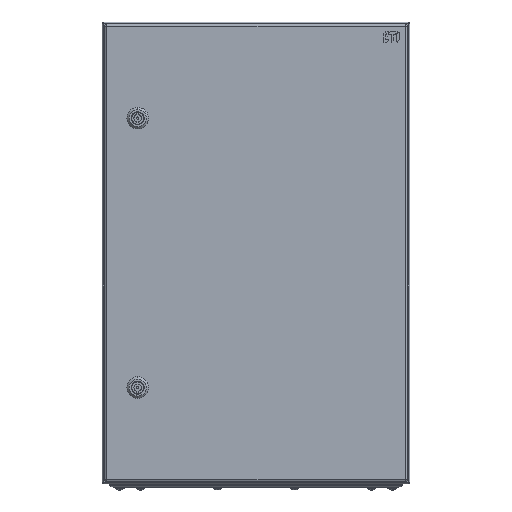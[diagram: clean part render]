
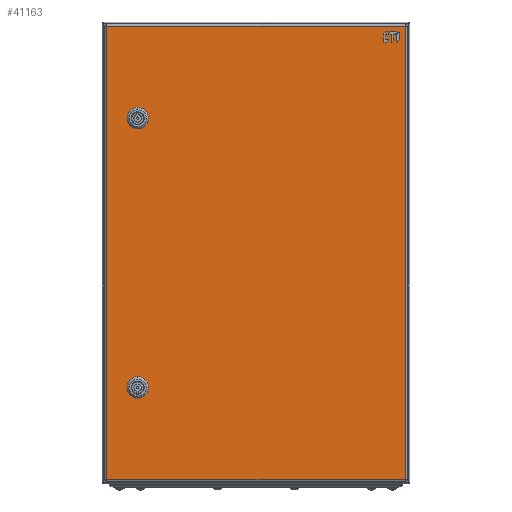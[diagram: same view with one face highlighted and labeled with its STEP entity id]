
A CAD part, front view. The second image highlights one B-rep face of the part: STEP entity #41163.
In plain terms, the highlighted face is planar.
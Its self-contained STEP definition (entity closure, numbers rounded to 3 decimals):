
#40176=DIRECTION('',(0.,1.,0.));
#40177=VECTOR('',#40176,388.4);
#40178=CARTESIAN_POINT('',(-294.5,-194.2,0.));
#40179=LINE('',#40178,#40177);
#40207=DIRECTION('',(-1.,0.,0.));
#40208=VECTOR('',#40207,589.);
#40209=CARTESIAN_POINT('',(294.5,-194.2,0.));
#40210=LINE('',#40209,#40208);
#40221=DIRECTION('',(-1.,0.,0.));
#40222=VECTOR('',#40221,10.111);
#40223=CARTESIAN_POINT('',(180.056,-163.75,0.));
#40224=LINE('',#40223,#40222);
#40228=CARTESIAN_POINT('',(175.,-153.7,0.));
#40229=DIRECTION('',(0.,0.,-1.));
#40230=DIRECTION('',(-0.449,-0.893,0.));
#40231=AXIS2_PLACEMENT_3D('',#40228,#40229,#40230);
#40236=DIRECTION('',(0.,1.,0.));
#40237=VECTOR('',#40236,10.111);
#40238=CARTESIAN_POINT('',(164.95,-158.756,0.));
#40239=LINE('',#40238,#40237);
#40243=CARTESIAN_POINT('',(175.,-153.7,0.));
#40244=DIRECTION('',(0.,0.,-1.));
#40245=DIRECTION('',(-0.893,0.449,0.));
#40246=AXIS2_PLACEMENT_3D('',#40243,#40244,#40245);
#40251=DIRECTION('',(1.,0.,0.));
#40252=VECTOR('',#40251,10.111);
#40253=CARTESIAN_POINT('',(169.944,-143.65,0.));
#40254=LINE('',#40253,#40252);
#40258=CARTESIAN_POINT('',(175.,-153.7,0.));
#40259=DIRECTION('',(0.,0.,-1.));
#40260=DIRECTION('',(0.449,0.893,0.));
#40261=AXIS2_PLACEMENT_3D('',#40258,#40259,#40260);
#40266=DIRECTION('',(0.,-1.,0.));
#40267=VECTOR('',#40266,10.111);
#40268=CARTESIAN_POINT('',(185.05,-148.644,0.));
#40269=LINE('',#40268,#40267);
#40273=CARTESIAN_POINT('',(175.,-153.7,0.));
#40274=DIRECTION('',(0.,0.,-1.));
#40275=DIRECTION('',(0.893,-0.449,0.));
#40276=AXIS2_PLACEMENT_3D('',#40273,#40274,#40275);
#40281=CARTESIAN_POINT('',(-175.,-153.7,0.));
#40282=DIRECTION('',(0.,0.,-1.));
#40283=DIRECTION('',(-0.893,0.449,0.));
#40284=AXIS2_PLACEMENT_3D('',#40281,#40282,#40283);
#40289=DIRECTION('',(1.,0.,0.));
#40290=VECTOR('',#40289,10.111);
#40291=CARTESIAN_POINT('',(-180.056,-143.65,0.));
#40292=LINE('',#40291,#40290);
#40296=CARTESIAN_POINT('',(-175.,-153.7,0.));
#40297=DIRECTION('',(0.,0.,-1.));
#40298=DIRECTION('',(0.449,0.893,0.));
#40299=AXIS2_PLACEMENT_3D('',#40296,#40297,#40298);
#40304=DIRECTION('',(0.,-1.,0.));
#40305=VECTOR('',#40304,10.111);
#40306=CARTESIAN_POINT('',(-164.95,-148.644,0.));
#40307=LINE('',#40306,#40305);
#40311=CARTESIAN_POINT('',(-175.,-153.7,0.));
#40312=DIRECTION('',(0.,0.,-1.));
#40313=DIRECTION('',(0.893,-0.449,0.));
#40314=AXIS2_PLACEMENT_3D('',#40311,#40312,#40313);
#40319=DIRECTION('',(-1.,0.,0.));
#40320=VECTOR('',#40319,10.111);
#40321=CARTESIAN_POINT('',(-169.944,-163.75,0.));
#40322=LINE('',#40321,#40320);
#40326=CARTESIAN_POINT('',(-175.,-153.7,0.));
#40327=DIRECTION('',(0.,0.,-1.));
#40328=DIRECTION('',(-0.449,-0.893,0.));
#40329=AXIS2_PLACEMENT_3D('',#40326,#40327,#40328);
#40334=DIRECTION('',(0.,1.,0.));
#40335=VECTOR('',#40334,10.111);
#40336=CARTESIAN_POINT('',(-185.05,-158.756,0.));
#40337=LINE('',#40336,#40335);
#40341=DIRECTION('',(0.,-1.,0.));
#40342=VECTOR('',#40341,388.4);
#40343=CARTESIAN_POINT('',(294.5,194.2,0.));
#40344=LINE('',#40343,#40342);
#40410=DIRECTION('',(1.,0.,0.));
#40411=VECTOR('',#40410,589.);
#40412=CARTESIAN_POINT('',(-294.5,194.2,0.));
#40413=LINE('',#40412,#40411);
#40705=CARTESIAN_POINT('',(-294.5,-194.2,0.));
#40706=VERTEX_POINT('',#40705);
#40707=CARTESIAN_POINT('',(-294.5,194.2,0.));
#40708=VERTEX_POINT('',#40707);
#40709=CARTESIAN_POINT('',(294.5,-194.2,0.));
#40710=VERTEX_POINT('',#40709);
#40711=CARTESIAN_POINT('',(294.5,194.2,0.));
#40712=VERTEX_POINT('',#40711);
#40713=CARTESIAN_POINT('',(180.056,-163.75,0.));
#40714=CARTESIAN_POINT('',(169.944,-163.75,0.));
#40715=VERTEX_POINT('',#40713);
#40716=VERTEX_POINT('',#40714);
#40717=CARTESIAN_POINT('',(164.95,-158.756,0.));
#40718=VERTEX_POINT('',#40717);
#40719=CARTESIAN_POINT('',(164.95,-148.644,0.));
#40720=VERTEX_POINT('',#40719);
#40721=CARTESIAN_POINT('',(169.944,-143.65,0.));
#40722=VERTEX_POINT('',#40721);
#40723=CARTESIAN_POINT('',(180.056,-143.65,0.));
#40724=VERTEX_POINT('',#40723);
#40725=CARTESIAN_POINT('',(185.05,-148.644,0.));
#40726=VERTEX_POINT('',#40725);
#40727=CARTESIAN_POINT('',(185.05,-158.756,0.));
#40728=VERTEX_POINT('',#40727);
#40729=CARTESIAN_POINT('',(-185.05,-148.644,0.));
#40730=CARTESIAN_POINT('',(-180.056,-143.65,0.));
#40731=VERTEX_POINT('',#40729);
#40732=VERTEX_POINT('',#40730);
#40733=CARTESIAN_POINT('',(-169.944,-143.65,0.));
#40734=VERTEX_POINT('',#40733);
#40735=CARTESIAN_POINT('',(-164.95,-148.644,0.));
#40736=VERTEX_POINT('',#40735);
#40737=CARTESIAN_POINT('',(-164.95,-158.756,0.));
#40738=VERTEX_POINT('',#40737);
#40739=CARTESIAN_POINT('',(-169.944,-163.75,0.));
#40740=VERTEX_POINT('',#40739);
#40741=CARTESIAN_POINT('',(-180.056,-163.75,0.));
#40742=VERTEX_POINT('',#40741);
#40743=CARTESIAN_POINT('',(-185.05,-158.756,0.));
#40744=VERTEX_POINT('',#40743);
#41114=CARTESIAN_POINT('',(0.,0.,0.));
#41115=DIRECTION('',(0.,0.,-1.));
#41116=DIRECTION('',(-1.,0.,0.));
#41117=AXIS2_PLACEMENT_3D('',#41114,#41115,#41116);
#41118=PLANE('',#41117);
#41120=ORIENTED_EDGE('',*,*,#41119,.F.);
#41122=ORIENTED_EDGE('',*,*,#41121,.F.);
#41123=ORIENTED_EDGE('',*,*,#41081,.F.);
#41124=ORIENTED_EDGE('',*,*,#41105,.F.);
#41125=EDGE_LOOP('',(#41120,#41122,#41123,#41124));
#41126=FACE_OUTER_BOUND('',#41125,.F.);
#41128=ORIENTED_EDGE('',*,*,#41127,.T.);
#41130=ORIENTED_EDGE('',*,*,#41129,.T.);
#41132=ORIENTED_EDGE('',*,*,#41131,.T.);
#41134=ORIENTED_EDGE('',*,*,#41133,.T.);
#41136=ORIENTED_EDGE('',*,*,#41135,.T.);
#41138=ORIENTED_EDGE('',*,*,#41137,.T.);
#41140=ORIENTED_EDGE('',*,*,#41139,.T.);
#41142=ORIENTED_EDGE('',*,*,#41141,.T.);
#41143=EDGE_LOOP('',(#41128,#41130,#41132,#41134,#41136,#41138,#41140,#41142));
#41144=FACE_BOUND('',#41143,.F.);
#41146=ORIENTED_EDGE('',*,*,#41145,.T.);
#41148=ORIENTED_EDGE('',*,*,#41147,.T.);
#41150=ORIENTED_EDGE('',*,*,#41149,.T.);
#41152=ORIENTED_EDGE('',*,*,#41151,.T.);
#41154=ORIENTED_EDGE('',*,*,#41153,.T.);
#41156=ORIENTED_EDGE('',*,*,#41155,.T.);
#41158=ORIENTED_EDGE('',*,*,#41157,.T.);
#41160=ORIENTED_EDGE('',*,*,#41159,.T.);
#41161=EDGE_LOOP('',(#41146,#41148,#41150,#41152,#41154,#41156,#41158,#41160));
#41162=FACE_BOUND('',#41161,.F.);
#40232=CIRCLE('',#40231,11.25);
#40247=CIRCLE('',#40246,11.25);
#40262=CIRCLE('',#40261,11.25);
#40277=CIRCLE('',#40276,11.25);
#40285=CIRCLE('',#40284,11.25);
#40300=CIRCLE('',#40299,11.25);
#40315=CIRCLE('',#40314,11.25);
#40330=CIRCLE('',#40329,11.25);
#41081=EDGE_CURVE('',#40706,#40708,#40179,.T.);
#41105=EDGE_CURVE('',#40710,#40706,#40210,.T.);
#41119=EDGE_CURVE('',#40712,#40710,#40344,.T.);
#41121=EDGE_CURVE('',#40708,#40712,#40413,.T.);
#41127=EDGE_CURVE('',#40715,#40716,#40224,.T.);
#41129=EDGE_CURVE('',#40716,#40718,#40232,.T.);
#41131=EDGE_CURVE('',#40718,#40720,#40239,.T.);
#41133=EDGE_CURVE('',#40720,#40722,#40247,.T.);
#41135=EDGE_CURVE('',#40722,#40724,#40254,.T.);
#41137=EDGE_CURVE('',#40724,#40726,#40262,.T.);
#41139=EDGE_CURVE('',#40726,#40728,#40269,.T.);
#41141=EDGE_CURVE('',#40728,#40715,#40277,.T.);
#41145=EDGE_CURVE('',#40731,#40732,#40285,.T.);
#41147=EDGE_CURVE('',#40732,#40734,#40292,.T.);
#41149=EDGE_CURVE('',#40734,#40736,#40300,.T.);
#41151=EDGE_CURVE('',#40736,#40738,#40307,.T.);
#41153=EDGE_CURVE('',#40738,#40740,#40315,.T.);
#41155=EDGE_CURVE('',#40740,#40742,#40322,.T.);
#41157=EDGE_CURVE('',#40742,#40744,#40330,.T.);
#41159=EDGE_CURVE('',#40744,#40731,#40337,.T.);
#41163=ADVANCED_FACE('',(#41126,#41144,#41162),#41118,.T.);
